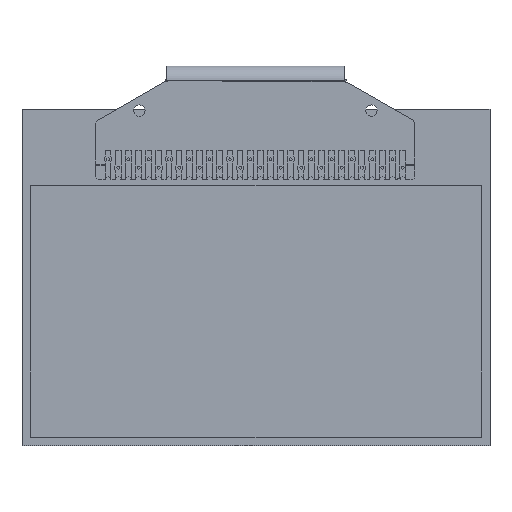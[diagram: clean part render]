
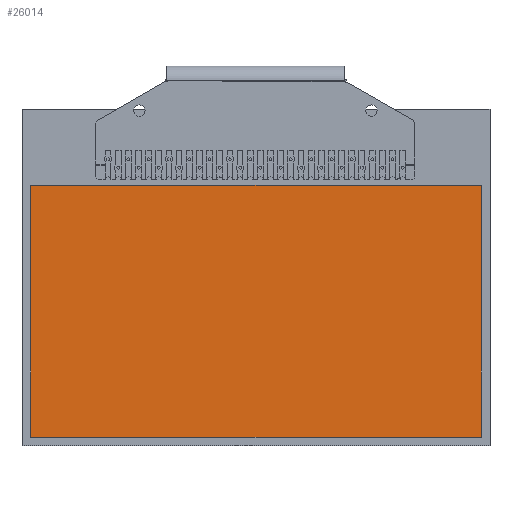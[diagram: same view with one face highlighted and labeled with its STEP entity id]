
A CAD part, front view. The second image highlights one B-rep face of the part: STEP entity #26014.
In plain terms, the highlighted planar face has unit normal (0, -1, 0).
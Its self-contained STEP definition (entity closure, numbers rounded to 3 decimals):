
#1068=FACE_OUTER_BOUND('',#2436,.T.);
#2436=EDGE_LOOP('',(#21343,#21344,#21345,#21346));
#5305=LINE('',#39125,#8993);
#5309=LINE('',#39133,#8997);
#5312=LINE('',#39139,#9000);
#5315=LINE('',#39144,#9003);
#8993=VECTOR('',#32037,10.);
#8997=VECTOR('',#32043,10.);
#9000=VECTOR('',#32048,10.);
#9003=VECTOR('',#32053,10.);
#11871=VERTEX_POINT('',#39123);
#11872=VERTEX_POINT('',#39124);
#11875=VERTEX_POINT('',#39132);
#11877=VERTEX_POINT('',#39138);
#15161=EDGE_CURVE('',#11871,#11872,#5305,.T.);
#15165=EDGE_CURVE('',#11875,#11871,#5309,.T.);
#15168=EDGE_CURVE('',#11877,#11875,#5312,.T.);
#15171=EDGE_CURVE('',#11872,#11877,#5315,.T.);
#21343=ORIENTED_EDGE('',*,*,#15171,.F.);
#21344=ORIENTED_EDGE('',*,*,#15161,.F.);
#21345=ORIENTED_EDGE('',*,*,#15165,.F.);
#21346=ORIENTED_EDGE('',*,*,#15168,.F.);
#24714=PLANE('',#27376);
#26014=ADVANCED_FACE('',(#1068),#24714,.F.);
#27376=AXIS2_PLACEMENT_3D('',#39147,#32057,#32058);
#32037=DIRECTION('',(0.,0.,1.));
#32043=DIRECTION('',(-1.,0.,0.));
#32048=DIRECTION('',(0.,0.,-1.));
#32053=DIRECTION('',(1.,0.,0.));
#32057=DIRECTION('center_axis',(0.,1.,0.));
#32058=DIRECTION('ref_axis',(1.,0.,0.));
#39123=CARTESIAN_POINT('',(-4.474,1.5,-18.937));
#39124=CARTESIAN_POINT('',(-4.474,1.5,-1.582));
#39125=CARTESIAN_POINT('',(-4.474,1.5,-18.937));
#39132=CARTESIAN_POINT('',(26.569,1.5,-18.937));
#39133=CARTESIAN_POINT('',(26.569,1.5,-18.937));
#39138=CARTESIAN_POINT('',(26.569,1.5,-1.582));
#39139=CARTESIAN_POINT('',(26.569,1.5,-1.582));
#39144=CARTESIAN_POINT('',(-4.474,1.5,-1.582));
#39147=CARTESIAN_POINT('Origin',(11.048,1.5,-10.259));
